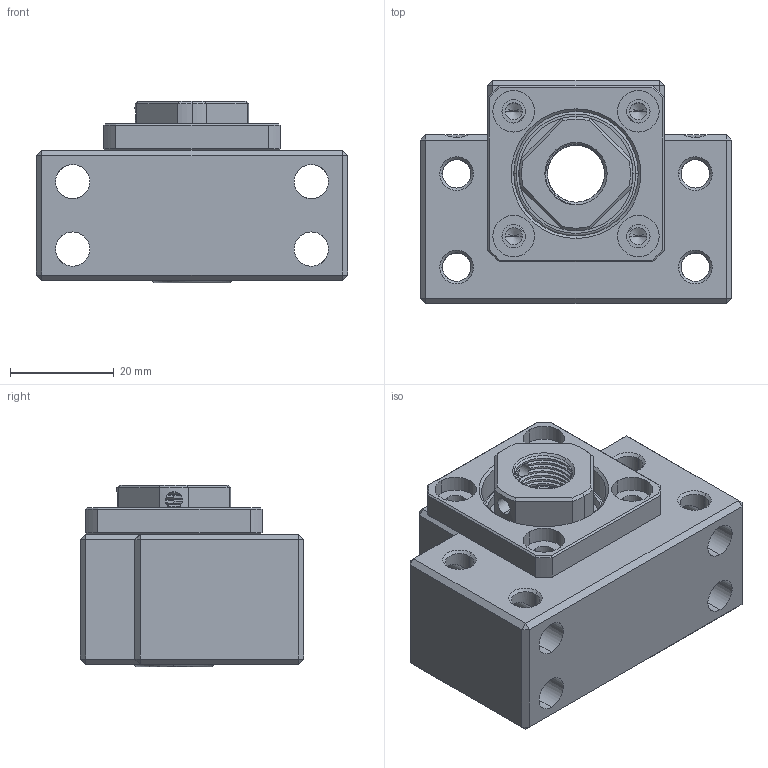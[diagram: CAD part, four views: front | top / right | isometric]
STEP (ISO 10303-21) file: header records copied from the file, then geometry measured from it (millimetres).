
FILE_DESCRIPTION(('HOOPS Exchange Step'),'2;1');
FILE_NAME('export-4AC81B2D-82CD-468A-8761-E8ECAB14C991.stp','2021-05-11T14:17:45+02:00',('Engineering'),('Alibre'),'HOOPS Exchange 2020.1','Alibre','Unknown authorisation');
FILE_SCHEMA( ('AP242_MANAGED_MODEL_BASED_3D_ENGINEERING_MIM_LF {1 0 10303 442 1 1 4 }') );
Length unit declared in the file: millimetre
Products named in the file (36): 3895-27 BK12 Fixed Ballscrew Support (C3 quality); 3895-15 BK12 Fixed Ballscrew Support (C3 quality); 3895-10 BK12 Fixed Ballscrew Support (C3 quality); 3895-32 BK12 Fixed Ballscrew Support (C3 quality); 3895-35 BK12 Fixed Ballscrew Support (C3 quality); 3895-33 BK12 Fixed Ballscrew Support (C3 quality); 3895-22 BK12 Fixed Ballscrew Support (C3 quality); 3895-30 BK12 Fixed Ballscrew Support (C3 quality); 3895-21 BK12 Fixed Ballscrew Support (C3 quality); 3895-20 BK12 Fixed Ballscrew Support (C3 quality); 3895-5 BK12 Fixed Ballscrew Support (C3 quality); 3895-13 BK12 Fixed Ballscrew Support (C3 quality); 3895-31 BK12 Fixed Ballscrew Support (C3 quality); 3895-16 BK12 Fixed Ballscrew Support (C3 quality); 3895-34 BK12 Fixed Ballscrew Support (C3 quality); 3895-26 BK12 Fixed Ballscrew Support (C3 quality); 3895-18 BK12 Fixed Ballscrew Support (C3 quality); 3895-2 BK12 Fixed Ballscrew Support (C3 quality); 3895-12 BK12 Fixed Ballscrew Support (C3 quality); 3895-23 BK12 Fixed Ballscrew Support (C3 quality); 3895-29 BK12 Fixed Ballscrew Support (C3 quality); 3895-25 BK12 Fixed Ballscrew Support (C3 quality); 3895-19 BK12 Fixed Ballscrew Support (C3 quality); 3895-1 BK12 Fixed Ballscrew Support (C3 quality); 3895-4 BK12 Fixed Ballscrew Support (C3 quality); 3895-9 BK12 Fixed Ballscrew Support (C3 quality); 3895-6 BK12 Fixed Ballscrew Support (C3 quality); 3895-8 BK12 Fixed Ballscrew Support (C3 quality); 3895-7 BK12 Fixed Ballscrew Support (C3 quality); 3895-11 BK12 Fixed Ballscrew Support (C3 quality); 3895-28 BK12 Fixed Ballscrew Support (C3 quality); 3895-24 BK12 Fixed Ballscrew Support (C3 quality); 3895-3 BK12 Fixed Ballscrew Support (C3 quality); 3895-14 BK12 Fixed Ballscrew Support (C3 quality); 3895-17 BK12 Fixed Ballscrew Support (C3 quality); 3895 BK12 Fixed Ballscrew Support (C3 quality)
Assembly tree (35 placements, depth 2):
  3895 BK12 Fixed Ballscrew Support (C3 quality)
    3895-27 BK12 Fixed Ballscrew Support (C3 quality)
    3895-15 BK12 Fixed Ballscrew Support (C3 quality)
    3895-10 BK12 Fixed Ballscrew Support (C3 quality)
    3895-32 BK12 Fixed Ballscrew Support (C3 quality)
    3895-35 BK12 Fixed Ballscrew Support (C3 quality)
    3895-33 BK12 Fixed Ballscrew Support (C3 quality)
    3895-22 BK12 Fixed Ballscrew Support (C3 quality)
    3895-30 BK12 Fixed Ballscrew Support (C3 quality)
    3895-21 BK12 Fixed Ballscrew Support (C3 quality)
    3895-20 BK12 Fixed Ballscrew Support (C3 quality)
    3895-5 BK12 Fixed Ballscrew Support (C3 quality)
    3895-13 BK12 Fixed Ballscrew Support (C3 quality)
    3895-31 BK12 Fixed Ballscrew Support (C3 quality)
    3895-16 BK12 Fixed Ballscrew Support (C3 quality)
    3895-34 BK12 Fixed Ballscrew Support (C3 quality)
    3895-26 BK12 Fixed Ballscrew Support (C3 quality)
    3895-18 BK12 Fixed Ballscrew Support (C3 quality)
    3895-2 BK12 Fixed Ballscrew Support (C3 quality)
    3895-12 BK12 Fixed Ballscrew Support (C3 quality)
    3895-23 BK12 Fixed Ballscrew Support (C3 quality)
    3895-29 BK12 Fixed Ballscrew Support (C3 quality)
    3895-25 BK12 Fixed Ballscrew Support (C3 quality)
    3895-19 BK12 Fixed Ballscrew Support (C3 quality)
    3895-1 BK12 Fixed Ballscrew Support (C3 quality)
    3895-4 BK12 Fixed Ballscrew Support (C3 quality)
    3895-9 BK12 Fixed Ballscrew Support (C3 quality)
    3895-6 BK12 Fixed Ballscrew Support (C3 quality)
    3895-8 BK12 Fixed Ballscrew Support (C3 quality)
    3895-7 BK12 Fixed Ballscrew Support (C3 quality)
    3895-11 BK12 Fixed Ballscrew Support (C3 quality)
    3895-28 BK12 Fixed Ballscrew Support (C3 quality)
    3895-24 BK12 Fixed Ballscrew Support (C3 quality)
    3895-3 BK12 Fixed Ballscrew Support (C3 quality)
    3895-14 BK12 Fixed Ballscrew Support (C3 quality)
    3895-17 BK12 Fixed Ballscrew Support (C3 quality)
Bounding box: 60 x 43 x 35 mm (x, y, z)
Volume: 48233.5 mm3; surface area: 28623 mm2
Topology: 35 solids, 35 shells, 582 faces, 1449 edges, 741 vertices
Faces by surface type: cylinder 154, torus 138, plane 103, sphere 92, cone 78, bspline 17
Entity records: 19863 total; most frequent: CARTESIAN_POINT 6083, DIRECTION 3098, ORIENTED_EDGE 2514, AXIS2_PLACEMENT_3D 1372, EDGE_CURVE 1257, VERTEX_POINT 741, CIRCLE 692, EDGE_LOOP 644
